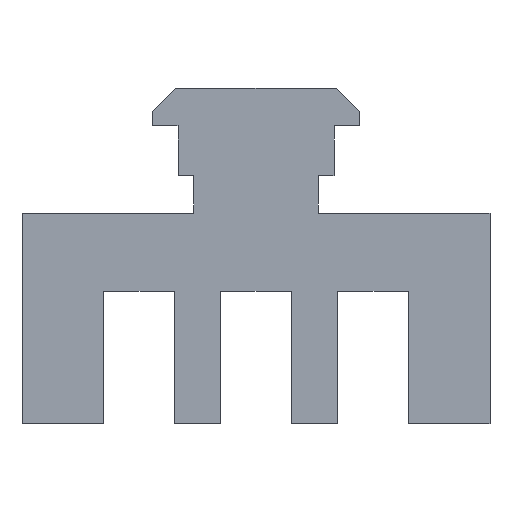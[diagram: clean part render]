
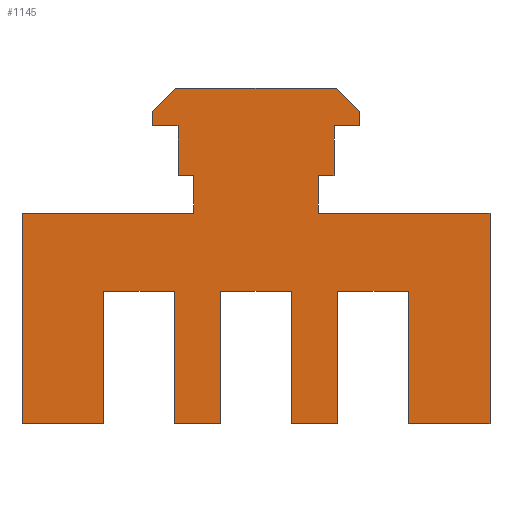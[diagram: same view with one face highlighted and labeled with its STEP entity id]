
A CAD part, front view. The second image highlights one B-rep face of the part: STEP entity #1145.
In plain terms, the highlighted planar face has unit normal (0, -1, 0).
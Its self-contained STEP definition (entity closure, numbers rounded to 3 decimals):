
#327=DIRECTION('',(0.,0.,1.));
#328=VECTOR('',#327,8.5);
#329=CARTESIAN_POINT('',(2.25,0.,-13.5));
#330=LINE('',#329,#328);
#335=DIRECTION('',(-1.,0.,0.));
#336=VECTOR('',#335,4.5);
#337=CARTESIAN_POINT('',(2.25,0.,-5.));
#338=LINE('',#337,#336);
#342=DIRECTION('',(0.,0.,-1.));
#343=VECTOR('',#342,8.5);
#344=CARTESIAN_POINT('',(-2.25,0.,-5.));
#345=LINE('',#344,#343);
#349=DIRECTION('',(-1.,0.,0.));
#350=VECTOR('',#349,3.);
#351=CARTESIAN_POINT('',(-2.25,0.,-13.5));
#352=LINE('',#351,#350);
#356=DIRECTION('',(0.,0.,1.));
#357=VECTOR('',#356,8.5);
#358=CARTESIAN_POINT('',(-5.25,0.,-13.5));
#359=LINE('',#358,#357);
#363=DIRECTION('',(-1.,0.,0.));
#364=VECTOR('',#363,4.5);
#365=CARTESIAN_POINT('',(-5.25,0.,-5.));
#366=LINE('',#365,#364);
#370=DIRECTION('',(0.,0.,-1.));
#371=VECTOR('',#370,8.5);
#372=CARTESIAN_POINT('',(-9.75,0.,-5.));
#373=LINE('',#372,#371);
#377=DIRECTION('',(-1.,0.,0.));
#378=VECTOR('',#377,5.25);
#379=CARTESIAN_POINT('',(-9.75,0.,-13.5));
#380=LINE('',#379,#378);
#384=DIRECTION('',(0.,0.,1.));
#385=VECTOR('',#384,13.5);
#386=CARTESIAN_POINT('',(-15.,0.,-13.5));
#387=LINE('',#386,#385);
#391=DIRECTION('',(1.,0.,0.));
#392=VECTOR('',#391,11.);
#393=CARTESIAN_POINT('',(-15.,0.,0.));
#394=LINE('',#393,#392);
#398=DIRECTION('',(0.,0.,1.));
#399=VECTOR('',#398,2.4);
#400=CARTESIAN_POINT('',(-4.,0.,0.));
#401=LINE('',#400,#399);
#405=DIRECTION('',(-1.,0.,0.));
#406=VECTOR('',#405,1.);
#407=CARTESIAN_POINT('',(-4.,0.,2.4));
#408=LINE('',#407,#406);
#412=DIRECTION('',(0.,0.,1.));
#413=VECTOR('',#412,3.2);
#414=CARTESIAN_POINT('',(-5.,0.,2.4));
#415=LINE('',#414,#413);
#419=DIRECTION('',(-1.,0.,0.));
#420=VECTOR('',#419,1.65);
#421=CARTESIAN_POINT('',(-5.,0.,5.6));
#422=LINE('',#421,#420);
#426=DIRECTION('',(0.,0.,1.));
#427=VECTOR('',#426,0.9);
#428=CARTESIAN_POINT('',(-6.65,0.,5.6));
#429=LINE('',#428,#427);
#433=DIRECTION('',(0.707,0.,0.707));
#434=VECTOR('',#433,2.121);
#435=CARTESIAN_POINT('',(-6.65,0.,6.5));
#436=LINE('',#435,#434);
#440=DIRECTION('',(1.,0.,0.));
#441=VECTOR('',#440,10.3);
#442=CARTESIAN_POINT('',(-5.15,0.,8.));
#443=LINE('',#442,#441);
#447=DIRECTION('',(0.707,0.,-0.707));
#448=VECTOR('',#447,2.121);
#449=CARTESIAN_POINT('',(5.15,0.,8.));
#450=LINE('',#449,#448);
#454=DIRECTION('',(0.,0.,-1.));
#455=VECTOR('',#454,0.9);
#456=CARTESIAN_POINT('',(6.65,0.,6.5));
#457=LINE('',#456,#455);
#461=DIRECTION('',(-1.,0.,0.));
#462=VECTOR('',#461,1.65);
#463=CARTESIAN_POINT('',(6.65,0.,5.6));
#464=LINE('',#463,#462);
#468=DIRECTION('',(0.,0.,-1.));
#469=VECTOR('',#468,3.2);
#470=CARTESIAN_POINT('',(5.,0.,5.6));
#471=LINE('',#470,#469);
#475=DIRECTION('',(-1.,0.,0.));
#476=VECTOR('',#475,1.);
#477=CARTESIAN_POINT('',(5.,0.,2.4));
#478=LINE('',#477,#476);
#482=DIRECTION('',(0.,0.,-1.));
#483=VECTOR('',#482,2.4);
#484=CARTESIAN_POINT('',(4.,0.,2.4));
#485=LINE('',#484,#483);
#489=DIRECTION('',(1.,0.,0.));
#490=VECTOR('',#489,11.);
#491=CARTESIAN_POINT('',(4.,0.,0.));
#492=LINE('',#491,#490);
#496=DIRECTION('',(0.,0.,-1.));
#497=VECTOR('',#496,13.5);
#498=CARTESIAN_POINT('',(15.,0.,0.));
#499=LINE('',#498,#497);
#503=DIRECTION('',(-1.,0.,0.));
#504=VECTOR('',#503,5.25);
#505=CARTESIAN_POINT('',(15.,0.,-13.5));
#506=LINE('',#505,#504);
#510=DIRECTION('',(0.,0.,1.));
#511=VECTOR('',#510,8.5);
#512=CARTESIAN_POINT('',(9.75,0.,-13.5));
#513=LINE('',#512,#511);
#517=DIRECTION('',(-1.,0.,0.));
#518=VECTOR('',#517,4.5);
#519=CARTESIAN_POINT('',(9.75,0.,-5.));
#520=LINE('',#519,#518);
#524=DIRECTION('',(0.,0.,-1.));
#525=VECTOR('',#524,8.5);
#526=CARTESIAN_POINT('',(5.25,0.,-5.));
#527=LINE('',#526,#525);
#531=DIRECTION('',(-1.,0.,0.));
#532=VECTOR('',#531,3.);
#533=CARTESIAN_POINT('',(5.25,0.,-13.5));
#534=LINE('',#533,#532);
#958=CARTESIAN_POINT('',(2.25,0.,-13.5));
#959=CARTESIAN_POINT('',(2.25,0.,-5.));
#960=VERTEX_POINT('',#958);
#961=VERTEX_POINT('',#959);
#962=CARTESIAN_POINT('',(-2.25,0.,-5.));
#963=VERTEX_POINT('',#962);
#964=CARTESIAN_POINT('',(-2.25,0.,-13.5));
#965=VERTEX_POINT('',#964);
#966=CARTESIAN_POINT('',(-5.25,0.,-13.5));
#967=VERTEX_POINT('',#966);
#968=CARTESIAN_POINT('',(-5.25,0.,-5.));
#969=VERTEX_POINT('',#968);
#970=CARTESIAN_POINT('',(-9.75,0.,-5.));
#971=VERTEX_POINT('',#970);
#972=CARTESIAN_POINT('',(-9.75,0.,-13.5));
#973=VERTEX_POINT('',#972);
#974=CARTESIAN_POINT('',(-15.,0.,-13.5));
#975=VERTEX_POINT('',#974);
#976=CARTESIAN_POINT('',(-15.,0.,0.));
#977=VERTEX_POINT('',#976);
#978=CARTESIAN_POINT('',(-4.,0.,0.));
#979=VERTEX_POINT('',#978);
#980=CARTESIAN_POINT('',(4.,0.,0.));
#981=CARTESIAN_POINT('',(15.,0.,0.));
#982=VERTEX_POINT('',#980);
#983=VERTEX_POINT('',#981);
#984=CARTESIAN_POINT('',(15.,0.,-13.5));
#985=VERTEX_POINT('',#984);
#986=CARTESIAN_POINT('',(9.75,0.,-13.5));
#987=VERTEX_POINT('',#986);
#988=CARTESIAN_POINT('',(9.75,0.,-5.));
#989=VERTEX_POINT('',#988);
#990=CARTESIAN_POINT('',(5.25,0.,-5.));
#991=VERTEX_POINT('',#990);
#992=CARTESIAN_POINT('',(5.25,0.,-13.5));
#993=VERTEX_POINT('',#992);
#1030=CARTESIAN_POINT('',(-4.,0.,2.4));
#1031=VERTEX_POINT('',#1030);
#1032=CARTESIAN_POINT('',(-5.,0.,2.4));
#1033=VERTEX_POINT('',#1032);
#1034=CARTESIAN_POINT('',(-5.,0.,5.6));
#1035=VERTEX_POINT('',#1034);
#1036=CARTESIAN_POINT('',(-6.65,0.,5.6));
#1037=VERTEX_POINT('',#1036);
#1038=CARTESIAN_POINT('',(-6.65,0.,6.5));
#1039=VERTEX_POINT('',#1038);
#1040=CARTESIAN_POINT('',(-5.15,0.,8.));
#1041=VERTEX_POINT('',#1040);
#1042=CARTESIAN_POINT('',(5.15,0.,8.));
#1043=VERTEX_POINT('',#1042);
#1044=CARTESIAN_POINT('',(6.65,0.,6.5));
#1045=VERTEX_POINT('',#1044);
#1046=CARTESIAN_POINT('',(6.65,0.,5.6));
#1047=VERTEX_POINT('',#1046);
#1048=CARTESIAN_POINT('',(5.,0.,5.6));
#1049=VERTEX_POINT('',#1048);
#1050=CARTESIAN_POINT('',(5.,0.,2.4));
#1051=VERTEX_POINT('',#1050);
#1052=CARTESIAN_POINT('',(4.,0.,2.4));
#1053=VERTEX_POINT('',#1052);
#1078=CARTESIAN_POINT('',(0.,0.,0.));
#1079=DIRECTION('',(0.,1.,0.));
#1080=DIRECTION('',(1.,0.,0.));
#1081=AXIS2_PLACEMENT_3D('',#1078,#1079,#1080);
#1082=PLANE('',#1081);
#1084=ORIENTED_EDGE('',*,*,#1083,.T.);
#1086=ORIENTED_EDGE('',*,*,#1085,.T.);
#1088=ORIENTED_EDGE('',*,*,#1087,.T.);
#1090=ORIENTED_EDGE('',*,*,#1089,.T.);
#1092=ORIENTED_EDGE('',*,*,#1091,.T.);
#1094=ORIENTED_EDGE('',*,*,#1093,.T.);
#1096=ORIENTED_EDGE('',*,*,#1095,.T.);
#1098=ORIENTED_EDGE('',*,*,#1097,.T.);
#1100=ORIENTED_EDGE('',*,*,#1099,.T.);
#1102=ORIENTED_EDGE('',*,*,#1101,.T.);
#1104=ORIENTED_EDGE('',*,*,#1103,.T.);
#1106=ORIENTED_EDGE('',*,*,#1105,.T.);
#1108=ORIENTED_EDGE('',*,*,#1107,.T.);
#1110=ORIENTED_EDGE('',*,*,#1109,.T.);
#1112=ORIENTED_EDGE('',*,*,#1111,.T.);
#1114=ORIENTED_EDGE('',*,*,#1113,.T.);
#1116=ORIENTED_EDGE('',*,*,#1115,.T.);
#1118=ORIENTED_EDGE('',*,*,#1117,.T.);
#1120=ORIENTED_EDGE('',*,*,#1119,.T.);
#1122=ORIENTED_EDGE('',*,*,#1121,.T.);
#1124=ORIENTED_EDGE('',*,*,#1123,.T.);
#1126=ORIENTED_EDGE('',*,*,#1125,.T.);
#1128=ORIENTED_EDGE('',*,*,#1127,.T.);
#1130=ORIENTED_EDGE('',*,*,#1129,.T.);
#1132=ORIENTED_EDGE('',*,*,#1131,.T.);
#1134=ORIENTED_EDGE('',*,*,#1133,.T.);
#1136=ORIENTED_EDGE('',*,*,#1135,.T.);
#1138=ORIENTED_EDGE('',*,*,#1137,.T.);
#1140=ORIENTED_EDGE('',*,*,#1139,.T.);
#1142=ORIENTED_EDGE('',*,*,#1141,.T.);
#1143=EDGE_LOOP('',(#1084,#1086,#1088,#1090,#1092,#1094,#1096,#1098,#1100,#1102,
#1104,#1106,#1108,#1110,#1112,#1114,#1116,#1118,#1120,#1122,#1124,#1126,#1128,
#1130,#1132,#1134,#1136,#1138,#1140,#1142));
#1144=FACE_OUTER_BOUND('',#1143,.F.);
#1083=EDGE_CURVE('',#960,#961,#330,.T.);
#1085=EDGE_CURVE('',#961,#963,#338,.T.);
#1087=EDGE_CURVE('',#963,#965,#345,.T.);
#1089=EDGE_CURVE('',#965,#967,#352,.T.);
#1091=EDGE_CURVE('',#967,#969,#359,.T.);
#1093=EDGE_CURVE('',#969,#971,#366,.T.);
#1095=EDGE_CURVE('',#971,#973,#373,.T.);
#1097=EDGE_CURVE('',#973,#975,#380,.T.);
#1099=EDGE_CURVE('',#975,#977,#387,.T.);
#1101=EDGE_CURVE('',#977,#979,#394,.T.);
#1103=EDGE_CURVE('',#979,#1031,#401,.T.);
#1105=EDGE_CURVE('',#1031,#1033,#408,.T.);
#1107=EDGE_CURVE('',#1033,#1035,#415,.T.);
#1109=EDGE_CURVE('',#1035,#1037,#422,.T.);
#1111=EDGE_CURVE('',#1037,#1039,#429,.T.);
#1113=EDGE_CURVE('',#1039,#1041,#436,.T.);
#1115=EDGE_CURVE('',#1041,#1043,#443,.T.);
#1117=EDGE_CURVE('',#1043,#1045,#450,.T.);
#1119=EDGE_CURVE('',#1045,#1047,#457,.T.);
#1121=EDGE_CURVE('',#1047,#1049,#464,.T.);
#1123=EDGE_CURVE('',#1049,#1051,#471,.T.);
#1125=EDGE_CURVE('',#1051,#1053,#478,.T.);
#1127=EDGE_CURVE('',#1053,#982,#485,.T.);
#1129=EDGE_CURVE('',#982,#983,#492,.T.);
#1131=EDGE_CURVE('',#983,#985,#499,.T.);
#1133=EDGE_CURVE('',#985,#987,#506,.T.);
#1135=EDGE_CURVE('',#987,#989,#513,.T.);
#1137=EDGE_CURVE('',#989,#991,#520,.T.);
#1139=EDGE_CURVE('',#991,#993,#527,.T.);
#1141=EDGE_CURVE('',#993,#960,#534,.T.);
#1145=ADVANCED_FACE('',(#1144),#1082,.F.);
